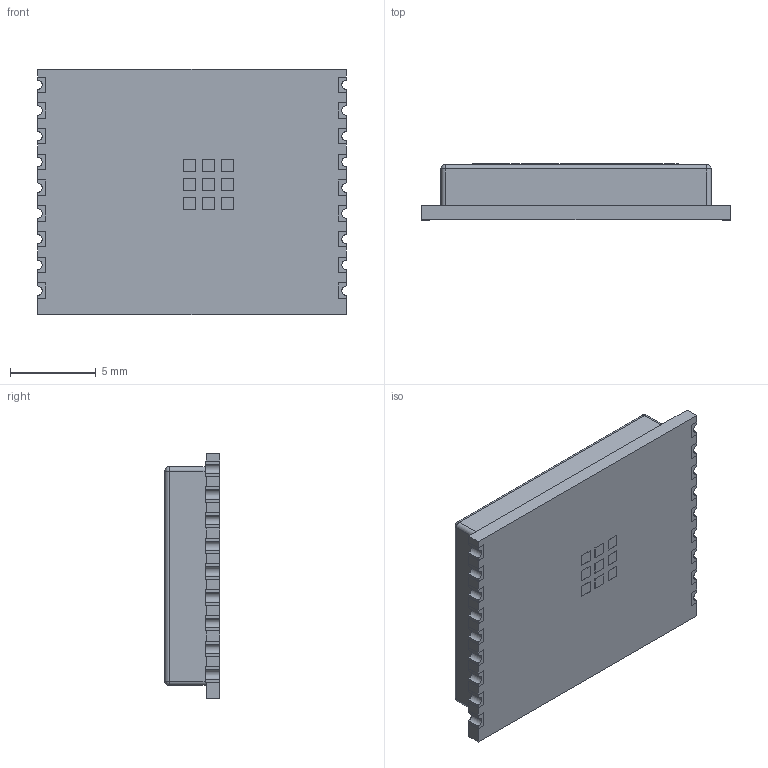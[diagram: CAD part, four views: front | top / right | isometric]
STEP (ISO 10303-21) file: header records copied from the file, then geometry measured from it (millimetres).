
FILE_DESCRIPTION (( 'STEP AP214' ), '1' );
FILE_NAME ('ESP32-C3-WROOM-02U.STEP', '2022-03-24T03:17:13', ( '' ), ( '' ), 'SwSTEP 2.0', 'SolidWorks 2021', '' );
FILE_SCHEMA (( 'AUTOMOTIVE_DESIGN' ));
Length unit declared in the file: millimetre
Products named in the file (1): ESP32-C3-WROOM-02U
Bounding box: 18.02 x 3.26 x 14.3 mm (x, y, z)
Volume: 650.1 mm3; surface area: 735.9 mm2
Topology: 2 solids, 2 shells, 759 faces, 2078 edges, 1371 vertices
Faces by surface type: plane 471, bspline 220, cylinder 54, cone 6, sphere 5, torus 3
Entity records: 38860 total; most frequent: CARTESIAN_POINT 12652, ORIENTED_EDGE 4146, DIRECTION 2830, EDGE_CURVE 2073, VECTOR 1516, LINE 1516, VERTEX_POINT 1371, EDGE_LOOP 812
